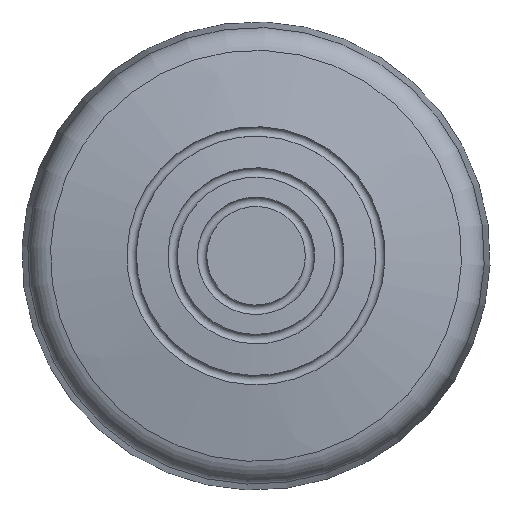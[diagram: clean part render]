
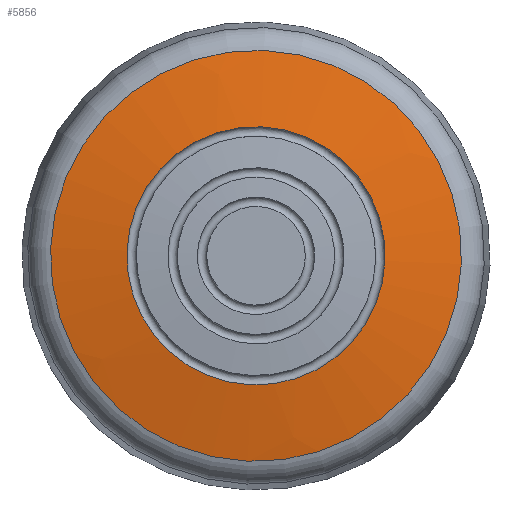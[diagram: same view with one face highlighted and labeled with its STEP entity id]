
A CAD part, top view. The second image highlights one B-rep face of the part: STEP entity #5856.
In plain terms, the highlighted spherical face has radius 80.098 mm.
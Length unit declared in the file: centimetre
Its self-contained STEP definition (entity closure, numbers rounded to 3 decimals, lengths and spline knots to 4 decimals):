
#1064=FACE_BOUND($,#1941,.T.);
#1178=SPHERICAL_SURFACE($,#6279,8.0098);
#1586=FACE_OUTER_BOUND($,#1940,.T.);
#1940=EDGE_LOOP($,(#4261));
#1941=EDGE_LOOP($,(#4262));
#2331=CIRCLE($,#6278,1.1);
#2332=CIRCLE($,#6280,1.7514);
#2641=VERTEX_POINT($,#9448);
#2642=VERTEX_POINT($,#9451);
#3266=EDGE_CURVE($,#2641,#2641,#2331,.T.);
#3267=EDGE_CURVE($,#2642,#2642,#2332,.T.);
#4261=ORIENTED_EDGE($,*,*,#3267,.F.);
#4262=ORIENTED_EDGE($,*,*,#3266,.T.);
#5856=ADVANCED_FACE($,(#1586,#1064),#1178,.T.);
#6278=AXIS2_PLACEMENT_3D($,#9449,#7046,#7047);
#6279=AXIS2_PLACEMENT_3D($,#9450,#7048,#7049);
#6280=AXIS2_PLACEMENT_3D($,#9452,#7050,#7051);
#7046=DIRECTION('center_axis',(0.,0.,
-1.));
#7047=DIRECTION('ref_axis',(0.379,0.925,0.));
#7048=DIRECTION('center_axis',(0.925,-0.379,0.));
#7049=DIRECTION('ref_axis',(0.379,0.925,0.));
#7050=DIRECTION('center_axis',(0.,0.,
-1.));
#7051=DIRECTION('ref_axis',(0.379,0.925,0.));
#9448=CARTESIAN_POINT('',(0.4168,1.018,5.2051));
#9449=CARTESIAN_POINT('Origin',(0.,0.,
5.2051));
#9450=CARTESIAN_POINT('Origin',(0.,0.,
-2.7288));
#9451=CARTESIAN_POINT('',(0.6637,1.6208,5.0872));
#9452=CARTESIAN_POINT('Origin',(0.,0.,
5.0872));
